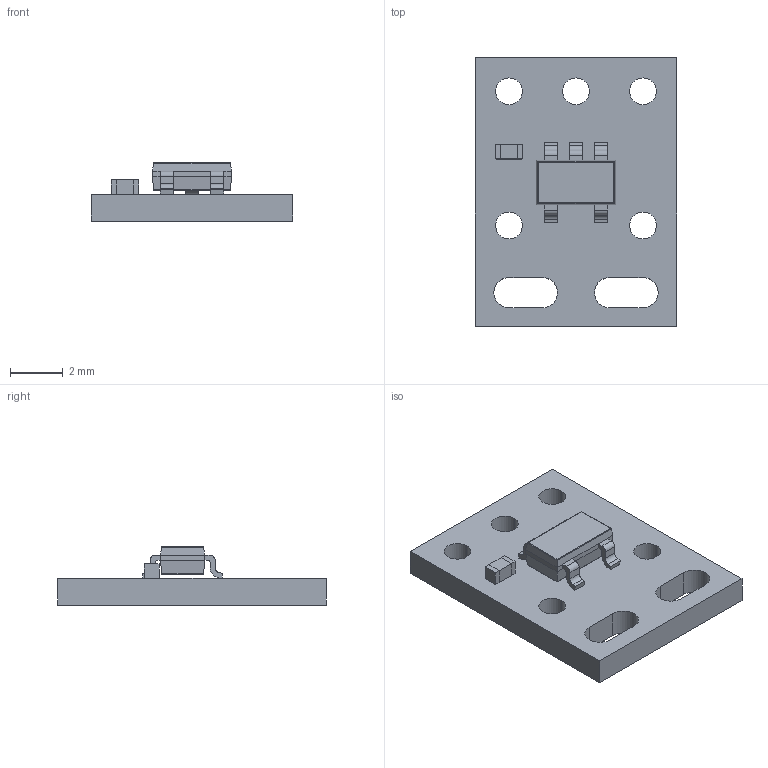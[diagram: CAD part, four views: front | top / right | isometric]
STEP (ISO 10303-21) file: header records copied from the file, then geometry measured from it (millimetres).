
FILE_DESCRIPTION (( 'STEP AP214' ), '1' );
FILE_NAME ('acs37041-current-sensor-micro-carriers.STEP', '2025-03-19T21:42:48', ( '' ), ( '' ), 'SwSTEP 2.0', 'SolidWorks 2025', '' );
FILE_SCHEMA (( 'AUTOMOTIVE_DESIGN' ));
Length unit declared in the file: millimetre
Products named in the file (1): acs37041-current-sensor-micro-carriers
Bounding box: 7.62 x 10.16 x 2.21 mm (x, y, z)
Volume: 75.4 mm3; surface area: 230.2 mm2
Topology: 1 solids, 1 shells, 518 faces, 1391 edges, 914 vertices
Faces by surface type: plane 275, bspline 199, cylinder 44
Entity records: 29213 total; most frequent: CARTESIAN_POINT 11889, ORIENTED_EDGE 2782, DIRECTION 1691, EDGE_CURVE 1391, VERTEX_POINT 914, LINE 907, VECTOR 907, EDGE_LOOP 579
